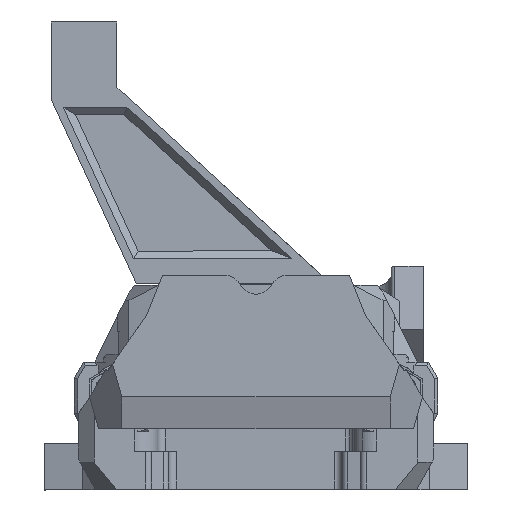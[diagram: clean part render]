
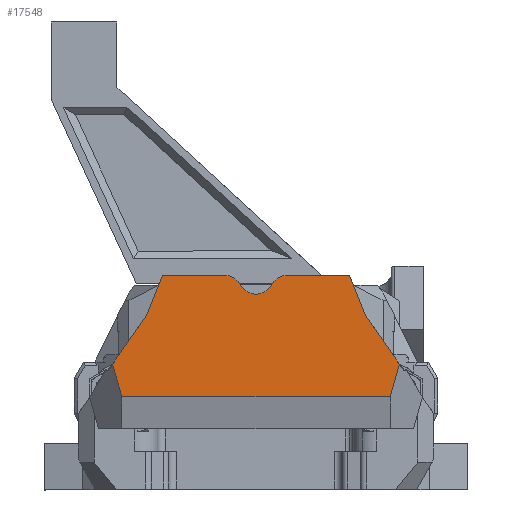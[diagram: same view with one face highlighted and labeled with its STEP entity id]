
A CAD part, top view. The second image highlights one B-rep face of the part: STEP entity #17548.
In plain terms, the highlighted planar face has unit normal (0, 0, 1).
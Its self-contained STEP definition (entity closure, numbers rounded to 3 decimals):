
#792=CIRCLE('',#18579,2.);
#795=CIRCLE('',#18583,2.4);
#797=CIRCLE('',#18587,2.);
#1645=FACE_OUTER_BOUND('',#2648,.T.);
#2648=EDGE_LOOP('',(#15064,#15065,#15066,#15067,#15068,#15069,#15070,#15071,
#15072,#15073,#15074,#15075,#15076,#15077));
#4128=LINE('',#33373,#6110);
#4405=LINE('',#34874,#6387);
#4406=LINE('',#34877,#6388);
#4408=LINE('',#34881,#6390);
#4415=LINE('',#34900,#6397);
#4418=LINE('',#34905,#6400);
#4474=LINE('',#35039,#6456);
#4477=LINE('',#35045,#6459);
#4478=LINE('',#35047,#6460);
#4480=LINE('',#35051,#6462);
#4481=LINE('',#35052,#6463);
#6110=VECTOR('',#22133,10.);
#6387=VECTOR('',#22866,10.);
#6388=VECTOR('',#22869,10.);
#6390=VECTOR('',#22873,10.);
#6397=VECTOR('',#22890,10.);
#6400=VECTOR('',#22895,10.);
#6456=VECTOR('',#23049,10.);
#6459=VECTOR('',#23054,10.);
#6460=VECTOR('',#23057,10.);
#6462=VECTOR('',#23061,10.);
#6463=VECTOR('',#23062,10.);
#7920=VERTEX_POINT('',#33339);
#7921=VERTEX_POINT('',#33340);
#7925=VERTEX_POINT('',#33350);
#7931=VERTEX_POINT('',#33368);
#7932=VERTEX_POINT('',#33372);
#8122=VERTEX_POINT('',#34864);
#8126=VERTEX_POINT('',#34872);
#8127=VERTEX_POINT('',#34876);
#8128=VERTEX_POINT('',#34880);
#8133=VERTEX_POINT('',#34894);
#8135=VERTEX_POINT('',#34898);
#8159=VERTEX_POINT('',#35037);
#8161=VERTEX_POINT('',#35043);
#8162=VERTEX_POINT('',#35050);
#10071=EDGE_CURVE('',#7920,#7921,#792,.T.);
#10077=EDGE_CURVE('',#7920,#7925,#795,.T.);
#10087=EDGE_CURVE('',#7931,#7925,#797,.T.);
#10088=EDGE_CURVE('',#7932,#7921,#4128,.F.);
#10442=EDGE_CURVE('',#8122,#8126,#4405,.T.);
#10443=EDGE_CURVE('',#8127,#8122,#4406,.T.);
#10445=EDGE_CURVE('',#8127,#8128,#4408,.T.);
#10454=EDGE_CURVE('',#8135,#8133,#4415,.T.);
#10457=EDGE_CURVE('',#8128,#8135,#4418,.F.);
#10524=EDGE_CURVE('',#8126,#8159,#4474,.F.);
#10527=EDGE_CURVE('',#8159,#8161,#4477,.T.);
#10528=EDGE_CURVE('',#7932,#8161,#4478,.T.);
#10530=EDGE_CURVE('',#7931,#8162,#4480,.F.);
#10531=EDGE_CURVE('',#8133,#8162,#4481,.T.);
#15064=ORIENTED_EDGE('',*,*,#10071,.F.);
#15065=ORIENTED_EDGE('',*,*,#10077,.T.);
#15066=ORIENTED_EDGE('',*,*,#10087,.F.);
#15067=ORIENTED_EDGE('',*,*,#10530,.T.);
#15068=ORIENTED_EDGE('',*,*,#10531,.F.);
#15069=ORIENTED_EDGE('',*,*,#10454,.F.);
#15070=ORIENTED_EDGE('',*,*,#10457,.F.);
#15071=ORIENTED_EDGE('',*,*,#10445,.F.);
#15072=ORIENTED_EDGE('',*,*,#10443,.T.);
#15073=ORIENTED_EDGE('',*,*,#10442,.T.);
#15074=ORIENTED_EDGE('',*,*,#10524,.T.);
#15075=ORIENTED_EDGE('',*,*,#10527,.T.);
#15076=ORIENTED_EDGE('',*,*,#10528,.F.);
#15077=ORIENTED_EDGE('',*,*,#10088,.T.);
#16654=PLANE('',#18876);
#17548=ADVANCED_FACE('',(#1645),#16654,.T.);
#18579=AXIS2_PLACEMENT_3D('',#33341,#22102,#22103);
#18583=AXIS2_PLACEMENT_3D('',#33352,#22113,#22114);
#18587=AXIS2_PLACEMENT_3D('',#33370,#22129,#22130);
#18876=AXIS2_PLACEMENT_3D('',#35049,#23059,#23060);
#22102=DIRECTION('center_axis',(0.,0.,-1.));
#22103=DIRECTION('ref_axis',(-0.522,0.853,0.));
#22113=DIRECTION('center_axis',(0.,0.,-1.));
#22114=DIRECTION('ref_axis',(0.,1.,0.));
#22129=DIRECTION('center_axis',(0.,0.,-1.));
#22130=DIRECTION('ref_axis',(0.522,0.853,0.));
#22133=DIRECTION('',(1.,0.,0.));
#22866=DIRECTION('',(0.266,0.964,0.));
#22869=DIRECTION('',(1.,0.,0.));
#22873=DIRECTION('',(-0.266,0.964,0.));
#22890=DIRECTION('',(0.,1.,0.));
#22895=DIRECTION('',(-0.574,-0.819,0.));
#23049=DIRECTION('',(0.574,-0.819,0.));
#23054=DIRECTION('',(0.,1.,0.));
#23057=DIRECTION('',(0.371,-0.928,0.));
#23059=DIRECTION('center_axis',(0.,0.,1.));
#23060=DIRECTION('ref_axis',(1.,0.,0.));
#23061=DIRECTION('',(1.,0.,0.));
#23062=DIRECTION('',(0.371,0.928,0.));
#33339=CARTESIAN_POINT('',(2.138,36.629,75.472));
#33340=CARTESIAN_POINT('',(3.919,37.72,75.472));
#33341=CARTESIAN_POINT('Origin',(3.919,35.72,75.472));
#33350=CARTESIAN_POINT('',(-2.138,36.629,75.472));
#33352=CARTESIAN_POINT('Origin',(0.,37.72,
75.472));
#33368=CARTESIAN_POINT('',(-3.919,37.72,75.472));
#33370=CARTESIAN_POINT('Origin',(-3.919,35.72,75.472));
#33372=CARTESIAN_POINT('',(12.078,37.72,75.472));
#33373=CARTESIAN_POINT('',(-10.6,37.72,75.472));
#34864=CARTESIAN_POINT('',(17.338,22.044,75.472));
#34872=CARTESIAN_POINT('',(18.511,26.289,75.472));
#34874=CARTESIAN_POINT('',(15.811,16.519,75.472));
#34876=CARTESIAN_POINT('',(-17.338,22.044,75.472));
#34877=CARTESIAN_POINT('',(18.396,22.044,75.472));
#34880=CARTESIAN_POINT('',(-18.511,26.289,75.472));
#34881=CARTESIAN_POINT('',(-15.811,16.519,75.472));
#34894=CARTESIAN_POINT('',(-14.148,32.544,75.472));
#34898=CARTESIAN_POINT('',(-14.148,32.52,75.472));
#34900=CARTESIAN_POINT('',(-14.148,32.52,75.472));
#34905=CARTESIAN_POINT('',(-27.62,13.281,75.472));
#35037=CARTESIAN_POINT('',(14.148,32.52,75.472));
#35039=CARTESIAN_POINT('',(27.62,13.281,75.472));
#35043=CARTESIAN_POINT('',(14.148,32.544,75.472));
#35045=CARTESIAN_POINT('',(14.148,32.52,75.472));
#35047=CARTESIAN_POINT('',(15.072,30.233,75.472));
#35049=CARTESIAN_POINT('Origin',(-21.2,10.144,75.472));
#35050=CARTESIAN_POINT('',(-12.078,37.72,75.472));
#35051=CARTESIAN_POINT('',(-10.6,37.72,75.472));
#35052=CARTESIAN_POINT('',(-17.997,22.923,75.472));
